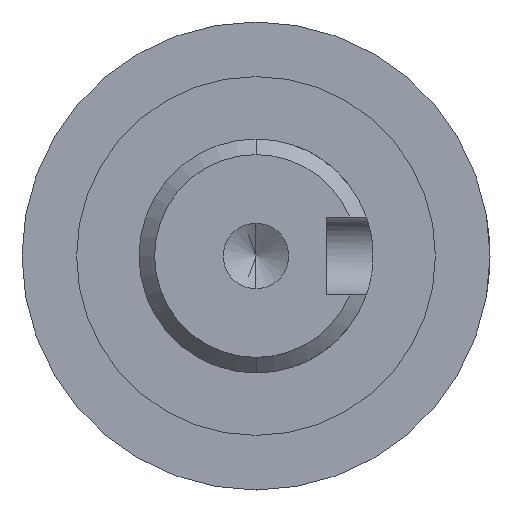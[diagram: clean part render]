
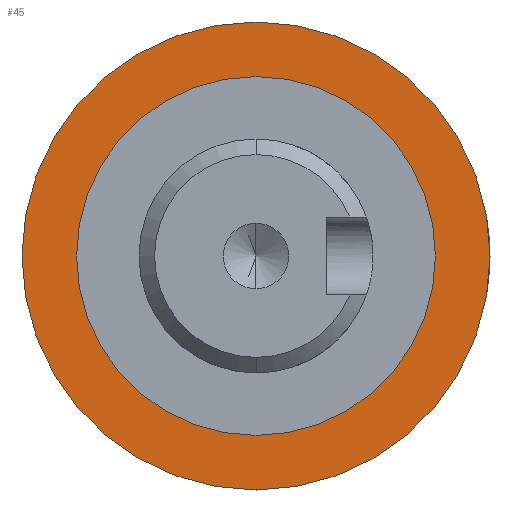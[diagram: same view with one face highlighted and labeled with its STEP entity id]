
A CAD part, front view. The second image highlights one B-rep face of the part: STEP entity #45.
In plain terms, the highlighted planar face has unit normal (0, -1, 0).
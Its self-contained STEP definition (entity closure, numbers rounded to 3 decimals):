
#27 = CIRCLE ( 'NONE', #638, 11.5 ) ;
#45 = ADVANCED_FACE ( 'NONE', ( #1523, #1501 ), #793, .T. ) ;
#131 = CARTESIAN_POINT ( 'NONE',  ( 0., -21.75, 11.5 ) ) ;
#134 = DIRECTION ( 'NONE',  ( 0., 1., 0. ) ) ;
#300 = DIRECTION ( 'NONE',  ( 0., 0., -1. ) ) ;
#320 = VERTEX_POINT ( 'NONE', #131 ) ;
#326 = EDGE_CURVE ( 'NONE', #1134, #320, #797, .T. ) ;
#341 = ORIENTED_EDGE ( 'NONE', *, *, #1323, .F. ) ;
#444 = EDGE_LOOP ( 'NONE', ( #599, #341 ) ) ;
#496 = AXIS2_PLACEMENT_3D ( 'NONE', #1258, #990, #1618 ) ;
#507 = CARTESIAN_POINT ( 'NONE',  ( 0., -21.75, 0. ) ) ;
#508 = CIRCLE ( 'NONE', #496, 15. ) ;
#535 = VERTEX_POINT ( 'NONE', #816 ) ;
#580 = CARTESIAN_POINT ( 'NONE',  ( 0., -21.75, 0. ) ) ;
#599 = ORIENTED_EDGE ( 'NONE', *, *, #953, .F. ) ;
#622 = EDGE_CURVE ( 'NONE', #320, #1134, #27, .T. ) ;
#638 = AXIS2_PLACEMENT_3D ( 'NONE', #580, #1219, #831 ) ;
#708 = AXIS2_PLACEMENT_3D ( 'NONE', #507, #1252, #1003 ) ;
#793 = PLANE ( 'NONE',  #1286 ) ;
#797 = CIRCLE ( 'NONE', #708, 11.5 ) ;
#816 = CARTESIAN_POINT ( 'NONE',  ( 0., -21.75, -15. ) ) ;
#831 = DIRECTION ( 'NONE',  ( 0., 0., 1. ) ) ;
#857 = ORIENTED_EDGE ( 'NONE', *, *, #622, .T. ) ;
#893 = EDGE_LOOP ( 'NONE', ( #857, #1211 ) ) ;
#923 = CARTESIAN_POINT ( 'NONE',  ( 0., -21.75, -11.5 ) ) ;
#953 = EDGE_CURVE ( 'NONE', #975, #535, #1001, .T. ) ;
#975 = VERTEX_POINT ( 'NONE', #1399 ) ;
#990 = DIRECTION ( 'NONE',  ( 0., 1., 0. ) ) ;
#1001 = CIRCLE ( 'NONE', #1094, 15. ) ;
#1003 = DIRECTION ( 'NONE',  ( 0., 0., 1. ) ) ;
#1094 = AXIS2_PLACEMENT_3D ( 'NONE', #1522, #134, #1519 ) ;
#1134 = VERTEX_POINT ( 'NONE', #923 ) ;
#1211 = ORIENTED_EDGE ( 'NONE', *, *, #326, .T. ) ;
#1219 = DIRECTION ( 'NONE',  ( 0., 1., 0. ) ) ;
#1252 = DIRECTION ( 'NONE',  ( 0., 1., 0. ) ) ;
#1258 = CARTESIAN_POINT ( 'NONE',  ( 0., -21.75, 0. ) ) ;
#1284 = CARTESIAN_POINT ( 'NONE',  ( -15., -21.75, 0. ) ) ;
#1286 = AXIS2_PLACEMENT_3D ( 'NONE', #1284, #1549, #300 ) ;
#1323 = EDGE_CURVE ( 'NONE', #535, #975, #508, .T. ) ;
#1399 = CARTESIAN_POINT ( 'NONE',  ( 0., -21.75, 15. ) ) ;
#1501 = FACE_OUTER_BOUND ( 'NONE', #444, .T. ) ;
#1519 = DIRECTION ( 'NONE',  ( 0., 0., 1. ) ) ;
#1522 = CARTESIAN_POINT ( 'NONE',  ( 0., -21.75, 0. ) ) ;
#1523 = FACE_BOUND ( 'NONE', #893, .T. ) ;
#1549 = DIRECTION ( 'NONE',  ( 0., -1., 0. ) ) ;
#1618 = DIRECTION ( 'NONE',  ( 0., 0., 1. ) ) ;
